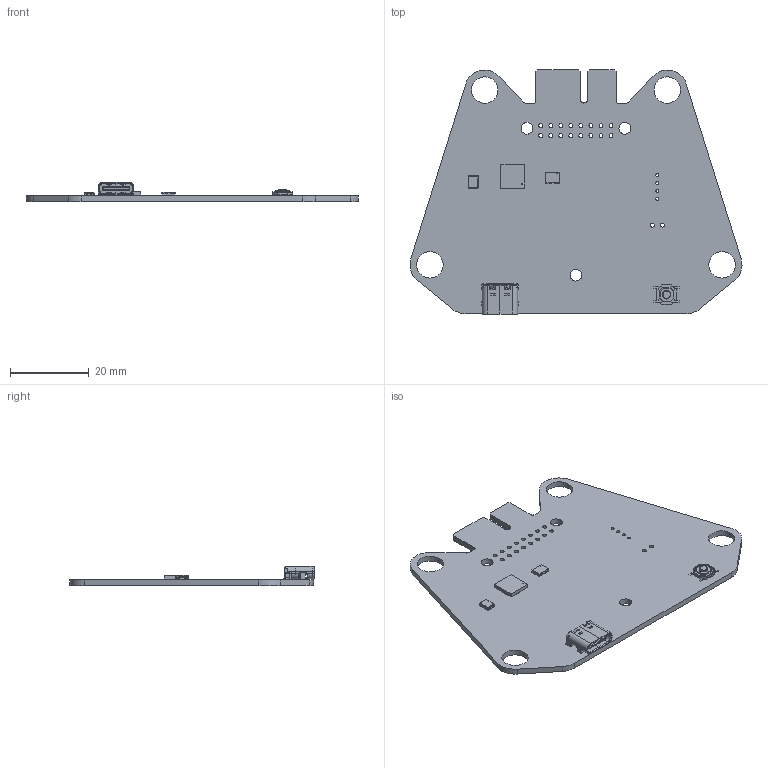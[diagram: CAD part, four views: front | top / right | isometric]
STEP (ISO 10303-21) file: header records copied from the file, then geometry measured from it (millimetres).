
FILE_DESCRIPTION(('KiCad electronic assembly'),'2;1');
FILE_NAME('board.step','2025-04-07T06:21:08',('Pcbnew'),('Kicad'), 'Open CASCADE STEP processor 7.6','KiCad to STEP converter','Unknown' );
FILE_SCHEMA(('AUTOMOTIVE_DESIGN { 1 0 10303 214 1 1 1 1 }'));
Length unit declared in the file: millimetre
Products named in the file (7): board 1; kicad_embedded_F2E480E80373251B4C3F0A48D73F2CA5; kicad_embedded_74EC9C574C356922F6A4535285956C6B; kicad_embedded_A65466E470E5E8AF14C115DF900A7CD7; USB_C_Receptacle_GCT_USB4105-xx-A_16P_TopMnt_Horizontal; kicad_embedded_4388890B492DB805848C6FA29B657E5E; antenna_PCB
Assembly tree (6 placements, depth 2):
  board 1
    kicad_embedded_F2E480E80373251B4C3F0A48D73F2CA5
    kicad_embedded_74EC9C574C356922F6A4535285956C6B
    kicad_embedded_A65466E470E5E8AF14C115DF900A7CD7
    USB_C_Receptacle_GCT_USB4105-xx-A_16P_TopMnt_Horizontal
    kicad_embedded_4388890B492DB805848C6FA29B657E5E
    antenna_PCB
Bounding box: 84.09 x 61.86 x 4.91 mm (x, y, z)
Volume: 6241 mm3; surface area: 9667.2 mm2
Topology: 88 solids, 88 shells, 1346 faces, 3291 edges, 2090 vertices
Faces by surface type: plane 952, cylinder 344, sphere 24, torus 18, cone 8
Full cylindrical faces by diameter (mm): 0.13 x1, 0.3 x1, 0.5 x2, 0.6 x2, 0.762 x4, 1 x18, 3 x3, 6.7 x4
Entity records: 39090 total; most frequent: CARTESIAN_POINT 6816, DIRECTION 6675, ORIENTED_EDGE 6534, EDGE_CURVE 3267, LINE 2537, VECTOR 2537, VERTEX_POINT 2090, AXIS2_PLACEMENT_3D 2069
